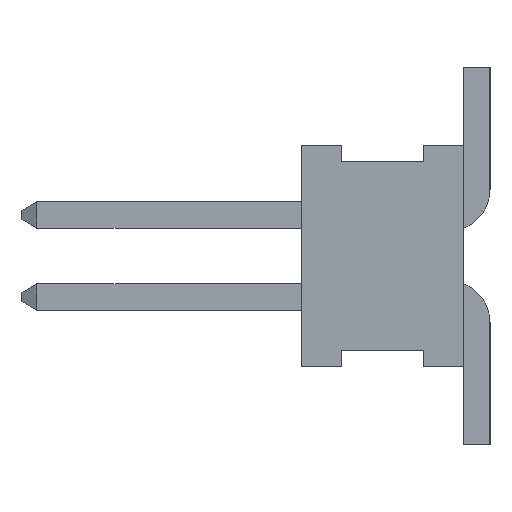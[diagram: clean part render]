
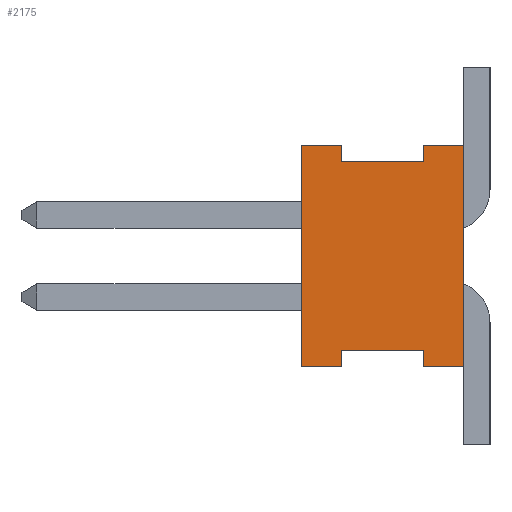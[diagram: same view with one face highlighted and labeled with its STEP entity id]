
A CAD part, left-side view. The second image highlights one B-rep face of the part: STEP entity #2175.
In plain terms, the highlighted planar face has unit normal (-1, 0, 0).
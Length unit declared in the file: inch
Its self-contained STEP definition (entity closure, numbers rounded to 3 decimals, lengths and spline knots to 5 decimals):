
#2175 = ADVANCED_FACE( '', ( #4565 ), #4566, .F. );
#4565 = FACE_OUTER_BOUND( '', #7107, .T. );
#4566 = PLANE( '', #7108 );
#7107 = EDGE_LOOP( '', ( #13650, #13651, #13652, #13653, #13654, #13655, #13656, #13657, #13658, #13659, #13660, #13661 ) );
#7108 = AXIS2_PLACEMENT_3D( '', #13662, #13663, #13664 );
#13650 = ORIENTED_EDGE( '', *, *, #16299, .F. );
#13651 = ORIENTED_EDGE( '', *, *, #17660, .F. );
#13652 = ORIENTED_EDGE( '', *, *, #16743, .T. );
#13653 = ORIENTED_EDGE( '', *, *, #15740, .T. );
#13654 = ORIENTED_EDGE( '', *, *, #17544, .F. );
#13655 = ORIENTED_EDGE( '', *, *, #18239, .F. );
#13656 = ORIENTED_EDGE( '', *, *, #17539, .F. );
#13657 = ORIENTED_EDGE( '', *, *, #18092, .F. );
#13658 = ORIENTED_EDGE( '', *, *, #17260, .F. );
#13659 = ORIENTED_EDGE( '', *, *, #18045, .F. );
#13660 = ORIENTED_EDGE( '', *, *, #15999, .T. );
#13661 = ORIENTED_EDGE( '', *, *, #16038, .F. );
#13662 = CARTESIAN_POINT( '', ( -0.5, 0.099, -0.0675 ) );
#13663 = DIRECTION( '', ( 1., 0., 0. ) );
#13664 = DIRECTION( '', ( 0., 0., -1. ) );
#15740 = EDGE_CURVE( '', #19082, #19083, #19084, .T. );
#15999 = EDGE_CURVE( '', #19521, #19519, #19522, .T. );
#16038 = EDGE_CURVE( '', #19587, #19519, #19588, .T. );
#16299 = EDGE_CURVE( '', #20014, #19587, #20015, .T. );
#16743 = EDGE_CURVE( '', #20734, #19082, #20735, .T. );
#17260 = EDGE_CURVE( '', #21487, #21488, #21489, .T. );
#17539 = EDGE_CURVE( '', #21886, #21887, #21888, .T. );
#17544 = EDGE_CURVE( '', #21892, #19083, #21894, .T. );
#17660 = EDGE_CURVE( '', #20734, #20014, #22046, .T. );
#18045 = EDGE_CURVE( '', #19521, #21487, #22552, .T. );
#18092 = EDGE_CURVE( '', #21488, #21886, #22603, .T. );
#18239 = EDGE_CURVE( '', #21887, #21892, #22774, .T. );
#19082 = VERTEX_POINT( '', #23884 );
#19083 = VERTEX_POINT( '', #23885 );
#19084 = LINE( '', #23886, #23887 );
#19519 = VERTEX_POINT( '', #24517 );
#19521 = VERTEX_POINT( '', #24520 );
#19522 = LINE( '', #24521, #24522 );
#19587 = VERTEX_POINT( '', #24616 );
#19588 = LINE( '', #24617, #24618 );
#20014 = VERTEX_POINT( '', #25240 );
#20015 = LINE( '', #25241, #25242 );
#20734 = VERTEX_POINT( '', #26306 );
#20735 = LINE( '', #26307, #26308 );
#21487 = VERTEX_POINT( '', #27425 );
#21488 = VERTEX_POINT( '', #27426 );
#21489 = LINE( '', #27427, #27428 );
#21886 = VERTEX_POINT( '', #28045 );
#21887 = VERTEX_POINT( '', #28046 );
#21888 = LINE( '', #28047, #28048 );
#21892 = VERTEX_POINT( '', #28054 );
#21894 = LINE( '', #28057, #28058 );
#22046 = LINE( '', #28287, #28288 );
#22552 = LINE( '', #29068, #29069 );
#22603 = LINE( '', #29142, #29143 );
#22774 = LINE( '', #29393, #29394 );
#23884 = CARTESIAN_POINT( '', ( -0.5, 0., -0.0675 ) );
#23885 = CARTESIAN_POINT( '', ( -0.5, 0., 0.0675 ) );
#23886 = CARTESIAN_POINT( '', ( -0.5, 0., -0.0675 ) );
#23887 = VECTOR( '', #30095, 39.37008 );
#24517 = CARTESIAN_POINT( '', ( -0.5, 0.0745, -0.0675 ) );
#24520 = CARTESIAN_POINT( '', ( -0.5, 0.099, -0.0675 ) );
#24521 = CARTESIAN_POINT( '', ( -0.5, 0.099, -0.0675 ) );
#24522 = VECTOR( '', #30325, 39.37008 );
#24616 = CARTESIAN_POINT( '', ( -0.5, 0.0745, -0.0575 ) );
#24617 = CARTESIAN_POINT( '', ( -0.5, 0.0745, -0.0575 ) );
#24618 = VECTOR( '', #30358, 39.37008 );
#25240 = CARTESIAN_POINT( '', ( -0.5, 0.0245, -0.0575 ) );
#25241 = CARTESIAN_POINT( '', ( -0.5, 0.0245, -0.0575 ) );
#25242 = VECTOR( '', #30573, 39.37008 );
#26306 = CARTESIAN_POINT( '', ( -0.5, 0.0245, -0.0675 ) );
#26307 = CARTESIAN_POINT( '', ( -0.5, 0.099, -0.0675 ) );
#26308 = VECTOR( '', #30955, 39.37008 );
#27425 = CARTESIAN_POINT( '', ( -0.5, 0.099, 0.0675 ) );
#27426 = CARTESIAN_POINT( '', ( -0.5, 0.0745, 0.0675 ) );
#27427 = CARTESIAN_POINT( '', ( -0.5, 0.099, 0.0675 ) );
#27428 = VECTOR( '', #31372, 39.37008 );
#28045 = CARTESIAN_POINT( '', ( -0.5, 0.0745, 0.0575 ) );
#28046 = CARTESIAN_POINT( '', ( -0.5, 0.0245, 0.0575 ) );
#28047 = CARTESIAN_POINT( '', ( -0.5, 0.0745, 0.0575 ) );
#28048 = VECTOR( '', #31605, 39.37008 );
#28054 = CARTESIAN_POINT( '', ( -0.5, 0.0245, 0.0675 ) );
#28057 = CARTESIAN_POINT( '', ( -0.5, 0.099, 0.0675 ) );
#28058 = VECTOR( '', #31609, 39.37008 );
#28287 = CARTESIAN_POINT( '', ( -0.5, 0.0245, -0.0675 ) );
#28288 = VECTOR( '', #31690, 39.37008 );
#29068 = CARTESIAN_POINT( '', ( -0.5, 0.099, -0.0675 ) );
#29069 = VECTOR( '', #32004, 39.37008 );
#29142 = CARTESIAN_POINT( '', ( -0.5, 0.0745, 0.0675 ) );
#29143 = VECTOR( '', #32030, 39.37008 );
#29393 = CARTESIAN_POINT( '', ( -0.5, 0.0245, 0.0575 ) );
#29394 = VECTOR( '', #32125, 39.37008 );
#30095 = DIRECTION( '', ( 0., 0., 1. ) );
#30325 = DIRECTION( '', ( 0., -1., 0. ) );
#30358 = DIRECTION( '', ( 0., 0., -1. ) );
#30573 = DIRECTION( '', ( 0., 1., 0. ) );
#30955 = DIRECTION( '', ( 0., -1., 0. ) );
#31372 = DIRECTION( '', ( 0., -1., 0. ) );
#31605 = DIRECTION( '', ( 0., -1., 0. ) );
#31609 = DIRECTION( '', ( 0., -1., 0. ) );
#31690 = DIRECTION( '', ( 0., 0., 1. ) );
#32004 = DIRECTION( '', ( 0., 0., 1. ) );
#32030 = DIRECTION( '', ( 0., 0., -1. ) );
#32125 = DIRECTION( '', ( 0., 0., 1. ) );
